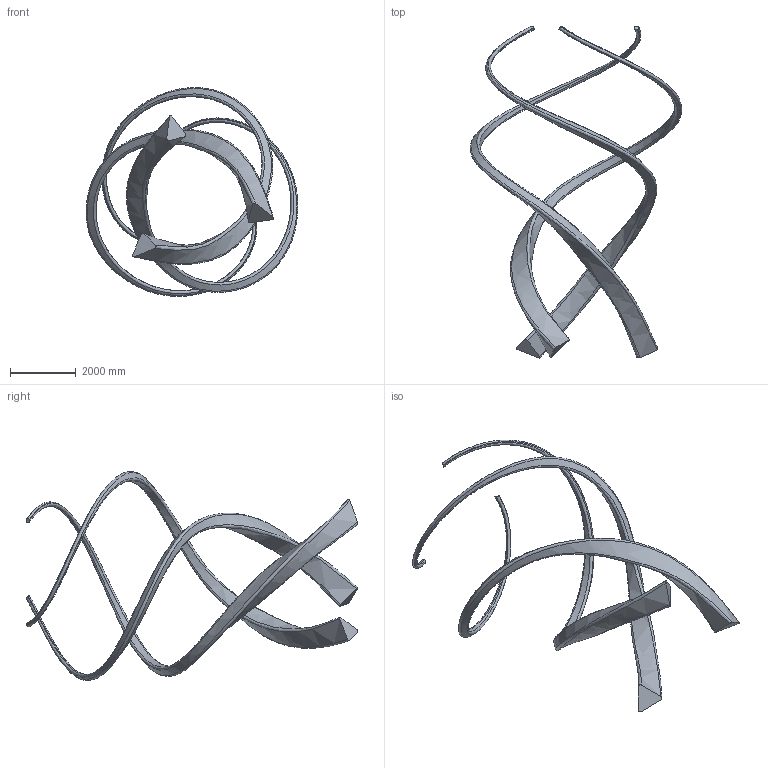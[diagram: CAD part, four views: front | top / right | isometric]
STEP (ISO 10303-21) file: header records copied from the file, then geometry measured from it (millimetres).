
FILE_DESCRIPTION (( 'STEP AP203' ), '1' );
FILE_NAME ('sculpture.STEP', '2015-05-04T04:00:49', ( '' ), ( '' ), 'SwSTEP 2.0', 'SolidWorks 2015', '' );
FILE_SCHEMA (( 'CONFIG_CONTROL_DESIGN' ));
Length unit declared in the file: foot
Products named in the file (2): sculpture; helix_path
Assembly tree (3 placements, depth 2):
  sculpture
    helix_path  x3
Bounding box: 6432.02 x 10089.15 x 6348.51 mm (x, y, z)
Volume: 5457128221.8 mm3; surface area: 63247571.6 mm2
Topology: 3 solids, 3 shells, 24 faces, 54 edges, 36 vertices
Faces by surface type: bspline 18, plane 6
Entity records: 7415 total; most frequent: CARTESIAN_POINT 7018, ORIENTED_EDGE 36, DIRECTION 22, PERSON_AND_ORGANIZATION 19, EDGE_CURVE 18, COORDINATED_UNIVERSAL_TIME_OFFSET 16, DATE_AND_TIME 16, LOCAL_TIME 16
